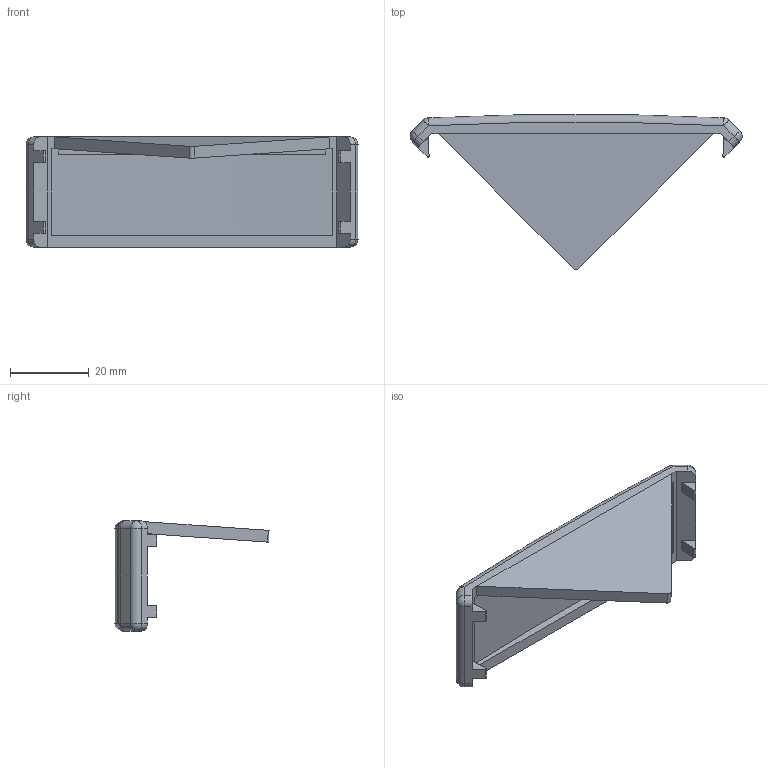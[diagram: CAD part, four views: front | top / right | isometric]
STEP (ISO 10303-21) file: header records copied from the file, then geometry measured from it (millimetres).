
FILE_DESCRIPTION(/* description */ (''),/* implementation_level */ '2;1');
FILE_NAME(/* name */ '302857Z.stp',/* time_stamp */ '2020-01-02T14:51:36+01:00',/* author */ ('Spacek'),/* organization */ ('Alutec K&K'),/* preprocessor_version */ 'ST-DEVELOPER v17',/* originating_system */ 'Autodesk Inventor 2018',/* authorisation */ '');
FILE_SCHEMA (('AUTOMOTIVE_DESIGN { 1 0 10303 214 3 1 1 }'));
Length unit declared in the file: millimetre
Products named in the file (1): 302857Z
Bounding box: 84.41 x 39.39 x 28 mm (x, y, z)
Volume: 11820 mm3; surface area: 8789.2 mm2
Topology: 1 solids, 1 shells, 64 faces, 158 edges, 96 vertices
Faces by surface type: plane 34, cylinder 20, sphere 8, torus 2
Entity records: 1905 total; most frequent: DIRECTION 336, CARTESIAN_POINT 319, ORIENTED_EDGE 316, EDGE_CURVE 158, AXIS2_PLACEMENT_3D 113, LINE 110, VECTOR 110, VERTEX_POINT 96
